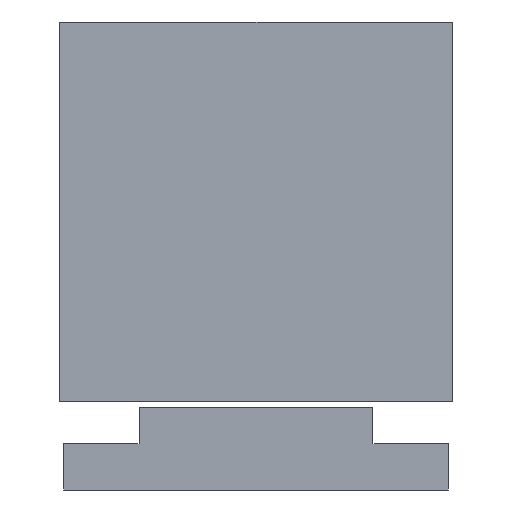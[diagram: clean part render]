
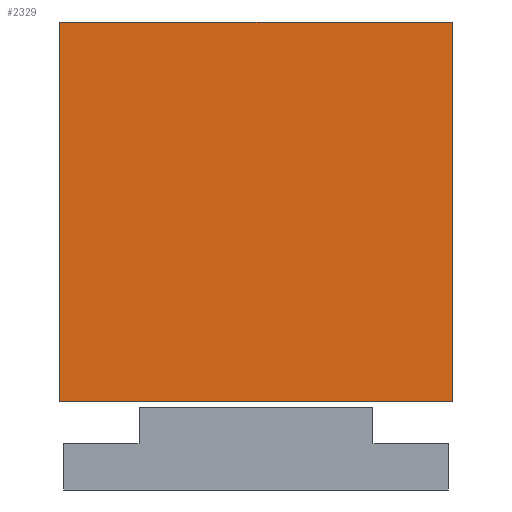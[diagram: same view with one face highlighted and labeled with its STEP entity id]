
A CAD part, left-side view. The second image highlights one B-rep face of the part: STEP entity #2329.
In plain terms, the highlighted face is planar.
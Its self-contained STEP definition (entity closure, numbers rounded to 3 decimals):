
#412 = ORIENTED_EDGE ( 'NONE', *, *, #1850, .F. ) ;
#484 = CARTESIAN_POINT ( 'NONE',  ( 98., -25.5, 0. ) ) ;
#635 = CARTESIAN_POINT ( 'NONE',  ( 98., 25.5, 49.3 ) ) ;
#765 = VECTOR ( 'NONE', #3467, 1000. ) ;
#950 = DIRECTION ( 'NONE',  ( 0., 1., 0. ) ) ;
#1033 = EDGE_LOOP ( 'NONE', ( #2170, #412, #3855, #2845 ) ) ;
#1090 = CARTESIAN_POINT ( 'NONE',  ( 98., 25.5, 49.3 ) ) ;
#1111 = EDGE_CURVE ( 'NONE', #1398, #3875, #2916, .T. ) ;
#1320 = EDGE_CURVE ( 'NONE', #1398, #1613, #3815, .T. ) ;
#1398 = VERTEX_POINT ( 'NONE', #3183 ) ;
#1577 = LINE ( 'NONE', #1945, #3858 ) ;
#1613 = VERTEX_POINT ( 'NONE', #484 ) ;
#1664 = CARTESIAN_POINT ( 'NONE',  ( 98., 25.5, 0. ) ) ;
#1726 = DIRECTION ( 'NONE',  ( 0., -1., 0. ) ) ;
#1850 = EDGE_CURVE ( 'NONE', #3875, #1860, #1989, .T. ) ;
#1860 = VERTEX_POINT ( 'NONE', #1664 ) ;
#1938 = CARTESIAN_POINT ( 'NONE',  ( 98., -25.5, 49.3 ) ) ;
#1945 = CARTESIAN_POINT ( 'NONE',  ( 98., 25.5, 0. ) ) ;
#1989 = LINE ( 'NONE', #2240, #765 ) ;
#2170 = ORIENTED_EDGE ( 'NONE', *, *, #3024, .T. ) ;
#2240 = CARTESIAN_POINT ( 'NONE',  ( 98., 25.5, 49.3 ) ) ;
#2329 = ADVANCED_FACE ( 'NONE', ( #3618 ), #2965, .F. ) ;
#2635 = DIRECTION ( 'NONE',  ( 0., 0., -1. ) ) ;
#2642 = DIRECTION ( 'NONE',  ( 0., 1., 0. ) ) ;
#2703 = VECTOR ( 'NONE', #2635, 1000. ) ;
#2845 = ORIENTED_EDGE ( 'NONE', *, *, #1320, .T. ) ;
#2916 = LINE ( 'NONE', #3820, #3780 ) ;
#2965 = PLANE ( 'NONE',  #3792 ) ;
#2990 = DIRECTION ( 'NONE',  ( -1., 0., 0. ) ) ;
#3024 = EDGE_CURVE ( 'NONE', #1613, #1860, #1577, .T. ) ;
#3183 = CARTESIAN_POINT ( 'NONE',  ( 98., -25.5, 49.3 ) ) ;
#3467 = DIRECTION ( 'NONE',  ( 0., 0., -1. ) ) ;
#3618 = FACE_OUTER_BOUND ( 'NONE', #1033, .T. ) ;
#3780 = VECTOR ( 'NONE', #2642, 1000. ) ;
#3792 = AXIS2_PLACEMENT_3D ( 'NONE', #1090, #2990, #1726 ) ;
#3815 = LINE ( 'NONE', #1938, #2703 ) ;
#3820 = CARTESIAN_POINT ( 'NONE',  ( 98., 25.5, 49.3 ) ) ;
#3855 = ORIENTED_EDGE ( 'NONE', *, *, #1111, .F. ) ;
#3858 = VECTOR ( 'NONE', #950, 1000. ) ;
#3875 = VERTEX_POINT ( 'NONE', #635 ) ;
